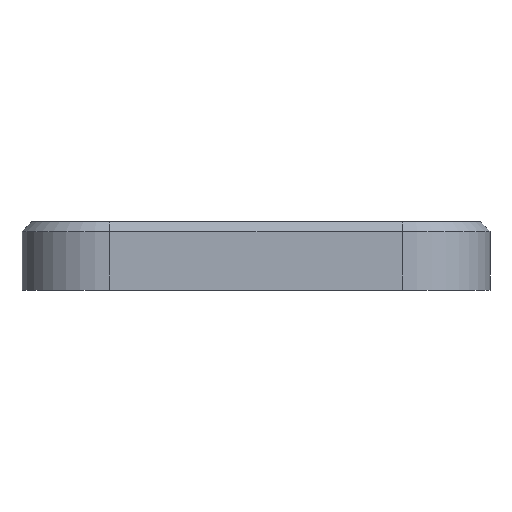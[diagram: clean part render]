
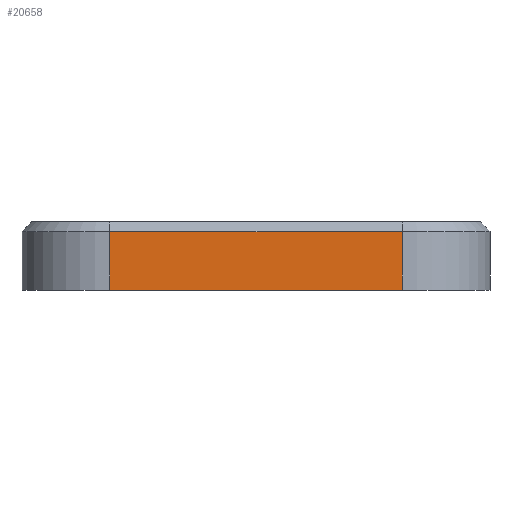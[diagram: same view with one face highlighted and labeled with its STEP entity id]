
A CAD part, front view. The second image highlights one B-rep face of the part: STEP entity #20658.
In plain terms, the highlighted planar face has unit normal (0, -1, 0).
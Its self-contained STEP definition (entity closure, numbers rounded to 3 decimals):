
#203 = CYLINDRICAL_SURFACE('',#204,18.);
#204 = AXIS2_PLACEMENT_3D('',#205,#206,#207);
#205 = CARTESIAN_POINT('',(-30.,-21.5,0.));
#206 = DIRECTION('',(-0.,-0.,-1.));
#207 = DIRECTION('',(1.,0.,0.));
#231 = PLANE('',#232);
#232 = AXIS2_PLACEMENT_3D('',#233,#234,#235);
#233 = CARTESIAN_POINT('',(0.,0.,0.));
#234 = DIRECTION('',(0.,0.,1.));
#235 = DIRECTION('',(1.,0.,0.));
#6127 = VERTEX_POINT('',#6128);
#6128 = CARTESIAN_POINT('',(-30.,-39.5,12.));
#6150 = EDGE_CURVE('',#6151,#6127,#6153,.T.);
#6151 = VERTEX_POINT('',#6152);
#6152 = CARTESIAN_POINT('',(-30.,-39.5,0.));
#6153 = SURFACE_CURVE('',#6154,(#6158,#6165),.PCURVE_S1.);
#6154 = LINE('',#6155,#6156);
#6155 = CARTESIAN_POINT('',(-30.,-39.5,0.));
#6156 = VECTOR('',#6157,1.);
#6157 = DIRECTION('',(0.,0.,1.));
#6158 = PCURVE('',#203,#6159);
#6159 = DEFINITIONAL_REPRESENTATION('',(#6160),#6164);
#6160 = LINE('',#6161,#6162);
#6161 = CARTESIAN_POINT('',(-4.712,0.));
#6162 = VECTOR('',#6163,1.);
#6163 = DIRECTION('',(-0.,-1.));
#6164 = ( GEOMETRIC_REPRESENTATION_CONTEXT(2) 
PARAMETRIC_REPRESENTATION_CONTEXT() REPRESENTATION_CONTEXT('2D SPACE',''
  ) );
#6165 = PCURVE('',#6166,#6171);
#6166 = PLANE('',#6167);
#6167 = AXIS2_PLACEMENT_3D('',#6168,#6169,#6170);
#6168 = CARTESIAN_POINT('',(-30.,-39.5,0.));
#6169 = DIRECTION('',(0.,1.,0.));
#6170 = DIRECTION('',(1.,0.,0.));
#6171 = DEFINITIONAL_REPRESENTATION('',(#6172),#6176);
#6172 = LINE('',#6173,#6174);
#6173 = CARTESIAN_POINT('',(0.,0.));
#6174 = VECTOR('',#6175,1.);
#6175 = DIRECTION('',(0.,-1.));
#6176 = ( GEOMETRIC_REPRESENTATION_CONTEXT(2) 
PARAMETRIC_REPRESENTATION_CONTEXT() REPRESENTATION_CONTEXT('2D SPACE',''
  ) );
#6229 = EDGE_CURVE('',#6151,#6230,#6232,.T.);
#6230 = VERTEX_POINT('',#6231);
#6231 = CARTESIAN_POINT('',(30.,-39.5,0.));
#6232 = SURFACE_CURVE('',#6233,(#6237,#6244),.PCURVE_S1.);
#6233 = LINE('',#6234,#6235);
#6234 = CARTESIAN_POINT('',(-30.,-39.5,0.));
#6235 = VECTOR('',#6236,1.);
#6236 = DIRECTION('',(1.,0.,0.));
#6237 = PCURVE('',#231,#6238);
#6238 = DEFINITIONAL_REPRESENTATION('',(#6239),#6243);
#6239 = LINE('',#6240,#6241);
#6240 = CARTESIAN_POINT('',(-30.,-39.5));
#6241 = VECTOR('',#6242,1.);
#6242 = DIRECTION('',(1.,0.));
#6243 = ( GEOMETRIC_REPRESENTATION_CONTEXT(2) 
PARAMETRIC_REPRESENTATION_CONTEXT() REPRESENTATION_CONTEXT('2D SPACE',''
  ) );
#6244 = PCURVE('',#6166,#6245);
#6245 = DEFINITIONAL_REPRESENTATION('',(#6246),#6250);
#6246 = LINE('',#6247,#6248);
#6247 = CARTESIAN_POINT('',(0.,0.));
#6248 = VECTOR('',#6249,1.);
#6249 = DIRECTION('',(1.,0.));
#6250 = ( GEOMETRIC_REPRESENTATION_CONTEXT(2) 
PARAMETRIC_REPRESENTATION_CONTEXT() REPRESENTATION_CONTEXT('2D SPACE',''
  ) );
#6269 = CYLINDRICAL_SURFACE('',#6270,18.);
#6270 = AXIS2_PLACEMENT_3D('',#6271,#6272,#6273);
#6271 = CARTESIAN_POINT('',(30.,-21.5,0.));
#6272 = DIRECTION('',(-0.,-0.,-1.));
#6273 = DIRECTION('',(1.,0.,0.));
#18967 = PLANE('',#18968);
#18968 = AXIS2_PLACEMENT_3D('',#18969,#18970,#18971);
#18969 = CARTESIAN_POINT('',(-30.,-38.5,13.));
#18970 = DIRECTION('',(0.,0.707,-0.707));
#18971 = DIRECTION('',(-1.,-0.,-0.));
#20658 = ADVANCED_FACE('',(#20659),#6166,.F.);
#20659 = FACE_BOUND('',#20660,.F.);
#20660 = EDGE_LOOP('',(#20661,#20662,#20685,#20706));
#20661 = ORIENTED_EDGE('',*,*,#6150,.T.);
#20662 = ORIENTED_EDGE('',*,*,#20663,.T.);
#20663 = EDGE_CURVE('',#6127,#20664,#20666,.T.);
#20664 = VERTEX_POINT('',#20665);
#20665 = CARTESIAN_POINT('',(30.,-39.5,12.));
#20666 = SURFACE_CURVE('',#20667,(#20671,#20678),.PCURVE_S1.);
#20667 = LINE('',#20668,#20669);
#20668 = CARTESIAN_POINT('',(-30.,-39.5,12.));
#20669 = VECTOR('',#20670,1.);
#20670 = DIRECTION('',(1.,0.,0.));
#20671 = PCURVE('',#6166,#20672);
#20672 = DEFINITIONAL_REPRESENTATION('',(#20673),#20677);
#20673 = LINE('',#20674,#20675);
#20674 = CARTESIAN_POINT('',(0.,-12.));
#20675 = VECTOR('',#20676,1.);
#20676 = DIRECTION('',(1.,0.));
#20677 = ( GEOMETRIC_REPRESENTATION_CONTEXT(2) 
PARAMETRIC_REPRESENTATION_CONTEXT() REPRESENTATION_CONTEXT('2D SPACE',''
  ) );
#20678 = PCURVE('',#18967,#20679);
#20679 = DEFINITIONAL_REPRESENTATION('',(#20680),#20684);
#20680 = LINE('',#20681,#20682);
#20681 = CARTESIAN_POINT('',(-0.,-1.414));
#20682 = VECTOR('',#20683,1.);
#20683 = DIRECTION('',(-1.,0.));
#20684 = ( GEOMETRIC_REPRESENTATION_CONTEXT(2) 
PARAMETRIC_REPRESENTATION_CONTEXT() REPRESENTATION_CONTEXT('2D SPACE',''
  ) );
#20685 = ORIENTED_EDGE('',*,*,#20686,.F.);
#20686 = EDGE_CURVE('',#6230,#20664,#20687,.T.);
#20687 = SURFACE_CURVE('',#20688,(#20692,#20699),.PCURVE_S1.);
#20688 = LINE('',#20689,#20690);
#20689 = CARTESIAN_POINT('',(30.,-39.5,0.));
#20690 = VECTOR('',#20691,1.);
#20691 = DIRECTION('',(0.,0.,1.));
#20692 = PCURVE('',#6166,#20693);
#20693 = DEFINITIONAL_REPRESENTATION('',(#20694),#20698);
#20694 = LINE('',#20695,#20696);
#20695 = CARTESIAN_POINT('',(60.,0.));
#20696 = VECTOR('',#20697,1.);
#20697 = DIRECTION('',(0.,-1.));
#20698 = ( GEOMETRIC_REPRESENTATION_CONTEXT(2) 
PARAMETRIC_REPRESENTATION_CONTEXT() REPRESENTATION_CONTEXT('2D SPACE',''
  ) );
#20699 = PCURVE('',#6269,#20700);
#20700 = DEFINITIONAL_REPRESENTATION('',(#20701),#20705);
#20701 = LINE('',#20702,#20703);
#20702 = CARTESIAN_POINT('',(-4.712,0.));
#20703 = VECTOR('',#20704,1.);
#20704 = DIRECTION('',(-0.,-1.));
#20705 = ( GEOMETRIC_REPRESENTATION_CONTEXT(2) 
PARAMETRIC_REPRESENTATION_CONTEXT() REPRESENTATION_CONTEXT('2D SPACE',''
  ) );
#20706 = ORIENTED_EDGE('',*,*,#6229,.F.);
